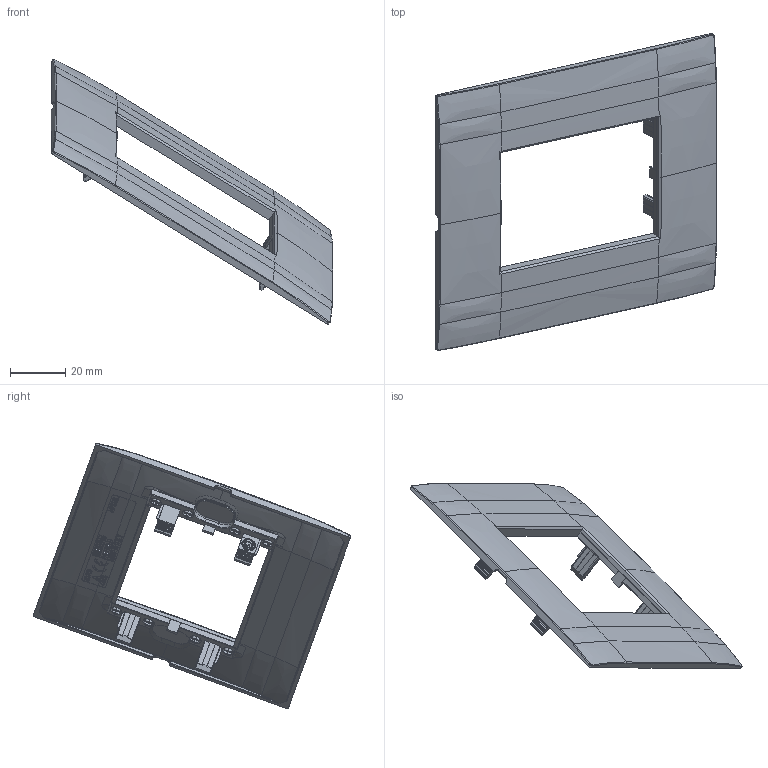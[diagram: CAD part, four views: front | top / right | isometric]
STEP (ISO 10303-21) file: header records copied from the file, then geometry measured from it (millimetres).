
FILE_DESCRIPTION(('CATIA V5 STEP Exchange'),'2;1');
FILE_NAME('44PSM3ALS.stp','2025-02-18T13:18:30+00:00',('none'),('none'),'CATIA Version 5-6 Release 2016 SP6','CATIA V5 STEP AP203','none');
FILE_SCHEMA(('CONFIG_CONTROL_DESIGN'));
Products named in the file (1): 44PSM3@
Assembly tree (4 placements, depth 2):
  44PSM3@
    #57
    #53115  x2
    #64776
Bounding box: 101.62 x 114.5 x 95.68 mm (x, y, z)
Volume: 17093 mm3; surface area: 23483.4 mm2
Topology: 3 solids, 3 shells, 2037 faces, 5614 edges, 3614 vertices
Faces by surface type: plane 1346, cylinder 415, bspline 160, cone 44, sphere 40, extrusion 20, torus 12
Entity records: 64802 total; most frequent: CARTESIAN_POINT 26293, ORIENTED_EDGE 9714, DIRECTION 5115, EDGE_CURVE 4857, VERTEX_POINT 3172, B_SPLINE_CURVE_WITH_KNOTS 2222, VECTOR 2130, LINE 2110
